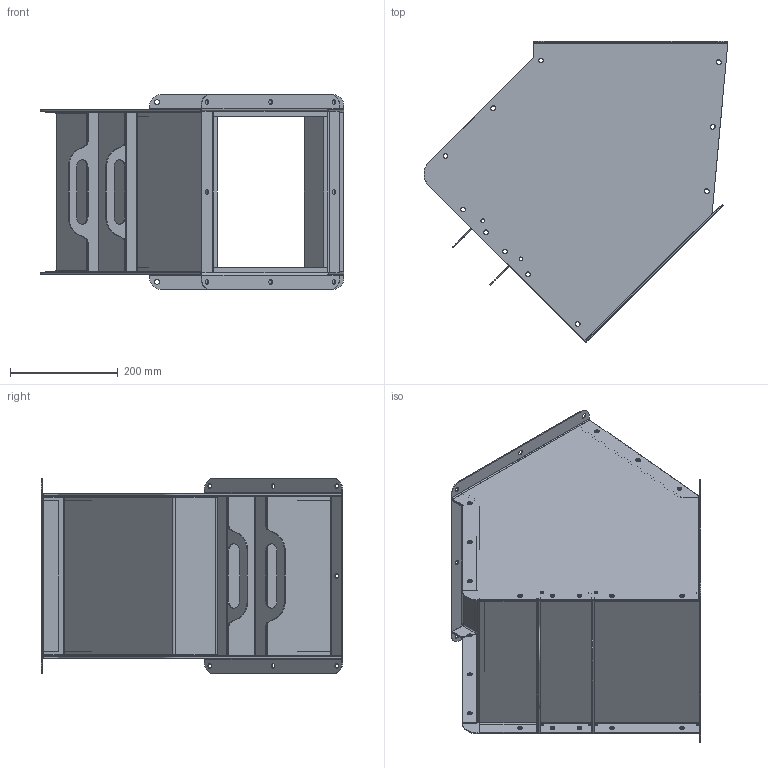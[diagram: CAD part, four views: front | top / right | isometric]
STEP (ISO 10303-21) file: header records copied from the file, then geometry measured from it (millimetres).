
FILE_DESCRIPTION(/* description */ (''),/* implementation_level */ '2;1');
FILE_NAME(/* name */ 'Getreidebremse 300x300-mit Auskleidung.stp',/* time_stamp */ '2015-01-09T08:35:15+01:00',/* author */ ('rjahn'),/* organization */ (''),/* preprocessor_version */ 'ST-DEVELOPER v15.6',/* originating_system */ 'Autodesk Inventor 2015',/* authorisation */ '');
FILE_SCHEMA (('AUTOMOTIVE_DESIGN { 1 0 10303 214 3 1 1 }'));
Length unit declared in the file: millimetre
Products named in the file (9): Seitenwand; Decksegment; Deckel; Seitenwand_MIR; Rückwand; Vorderwand; Auskleidung; Auskleidung 2; Getreidebremse  300x300-mit Auskleidung
Assembly tree (9 placements, depth 2):
  Getreidebremse  300x300-mit Auskleidung
    Seitenwand
    Decksegment
    Deckel
    Seitenwand_MIR
    Rückwand
    Vorderwand
    Auskleidung  x2
    Auskleidung 2
Bounding box: 563.13 x 557.99 x 360 mm (x, y, z)
Volume: 8172028.2 mm3; surface area: 3177777.2 mm2
Topology: 15 solids, 15 shells, 486 faces, 1142 edges, 684 vertices
Faces by surface type: plane 318, cylinder 160, bspline 8
Full cylindrical faces by diameter (mm): 7 x4, 9 x58
Entity records: 13895 total; most frequent: CARTESIAN_POINT 2656, DIRECTION 2301, ORIENTED_EDGE 2122, EDGE_CURVE 1059, AXIS2_PLACEMENT_3D 799, LINE 703, VECTOR 703, VERTEX_POINT 670
